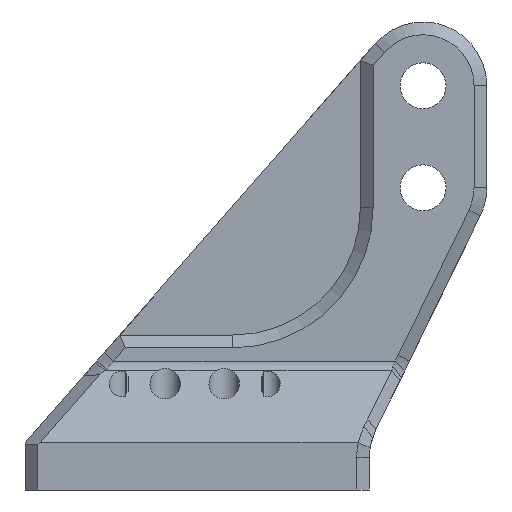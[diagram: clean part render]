
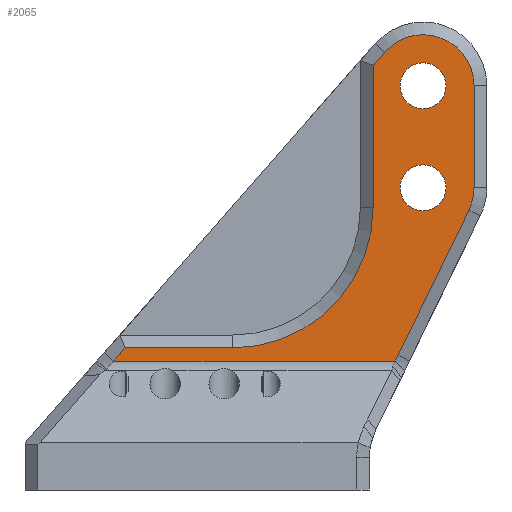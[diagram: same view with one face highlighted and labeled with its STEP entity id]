
A CAD part, left-side view. The second image highlights one B-rep face of the part: STEP entity #2065.
In plain terms, the highlighted planar face has unit normal (-1, 0, 0).
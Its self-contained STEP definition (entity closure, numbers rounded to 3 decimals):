
#30=FACE_BOUND('',#314,.T.);
#31=FACE_BOUND('',#315,.T.);
#47=B_SPLINE_CURVE_WITH_KNOTS('',3,(#3122,#3123,#3124,#3125),
 .UNSPECIFIED.,.F.,.F.,(4,4),(-1.571,-1.153),
 .UNSPECIFIED.);
#108=PLANE('',#2207);
#194=FACE_OUTER_BOUND('',#313,.T.);
#313=EDGE_LOOP('',(#1499,#1500,#1501,#1502,#1503,#1504,#1505,#1506,#1507,
#1508,#1509));
#314=EDGE_LOOP('',(#1510));
#315=EDGE_LOOP('',(#1511));
#438=CIRCLE('',#2208,4.);
#439=CIRCLE('',#2209,4.);
#440=CIRCLE('',#2210,11.);
#441=CIRCLE('',#2211,1.8);
#442=CIRCLE('',#2212,1.8);
#510=LINE('',#3065,#716);
#522=LINE('',#3114,#728);
#525=LINE('',#3120,#731);
#526=LINE('',#3127,#732);
#527=LINE('',#3131,#733);
#528=LINE('',#3135,#734);
#529=LINE('',#3137,#735);
#716=VECTOR('',#2455,10.);
#728=VECTOR('',#2473,10.);
#731=VECTOR('',#2478,10.);
#732=VECTOR('',#2479,10.);
#733=VECTOR('',#2482,10.);
#734=VECTOR('',#2485,10.);
#735=VECTOR('',#2486,10.);
#932=VERTEX_POINT('',#3058);
#935=VERTEX_POINT('',#3063);
#945=VERTEX_POINT('',#3113);
#947=VERTEX_POINT('',#3119);
#948=VERTEX_POINT('',#3121);
#949=VERTEX_POINT('',#3126);
#950=VERTEX_POINT('',#3128);
#951=VERTEX_POINT('',#3130);
#952=VERTEX_POINT('',#3132);
#953=VERTEX_POINT('',#3134);
#954=VERTEX_POINT('',#3136);
#955=VERTEX_POINT('',#3139);
#956=VERTEX_POINT('',#3141);
#1144=EDGE_CURVE('',#935,#932,#510,.T.);
#1158=EDGE_CURVE('',#932,#945,#522,.T.);
#1161=EDGE_CURVE('',#947,#935,#525,.T.);
#1162=EDGE_CURVE('',#948,#947,#47,.T.);
#1163=EDGE_CURVE('',#949,#948,#526,.T.);
#1164=EDGE_CURVE('',#950,#949,#438,.T.);
#1165=EDGE_CURVE('',#951,#950,#527,.T.);
#1166=EDGE_CURVE('',#952,#951,#439,.T.);
#1167=EDGE_CURVE('',#953,#952,#528,.T.);
#1168=EDGE_CURVE('',#954,#953,#529,.T.);
#1169=EDGE_CURVE('',#945,#954,#440,.T.);
#1170=EDGE_CURVE('',#955,#955,#441,.T.);
#1171=EDGE_CURVE('',#956,#956,#442,.T.);
#1499=ORIENTED_EDGE('',*,*,#1144,.F.);
#1500=ORIENTED_EDGE('',*,*,#1161,.F.);
#1501=ORIENTED_EDGE('',*,*,#1162,.F.);
#1502=ORIENTED_EDGE('',*,*,#1163,.F.);
#1503=ORIENTED_EDGE('',*,*,#1164,.F.);
#1504=ORIENTED_EDGE('',*,*,#1165,.F.);
#1505=ORIENTED_EDGE('',*,*,#1166,.F.);
#1506=ORIENTED_EDGE('',*,*,#1167,.F.);
#1507=ORIENTED_EDGE('',*,*,#1168,.F.);
#1508=ORIENTED_EDGE('',*,*,#1169,.F.);
#1509=ORIENTED_EDGE('',*,*,#1158,.F.);
#1510=ORIENTED_EDGE('',*,*,#1170,.T.);
#1511=ORIENTED_EDGE('',*,*,#1171,.T.);
#2065=ADVANCED_FACE('',(#194,#30,#31),#108,.F.);
#2207=AXIS2_PLACEMENT_3D('',#3118,#2476,#2477);
#2208=AXIS2_PLACEMENT_3D('',#3129,#2480,#2481);
#2209=AXIS2_PLACEMENT_3D('',#3133,#2483,#2484);
#2210=AXIS2_PLACEMENT_3D('',#3138,#2487,#2488);
#2211=AXIS2_PLACEMENT_3D('',#3140,#2489,#2490);
#2212=AXIS2_PLACEMENT_3D('',#3142,#2491,#2492);
#2455=DIRECTION('',(0.,-0.659,0.752));
#2473=DIRECTION('',(0.,-1.,0.));
#2476=DIRECTION('center_axis',(1.,0.,0.));
#2477=DIRECTION('ref_axis',(0.,1.,0.));
#2478=DIRECTION('',(0.,1.,0.));
#2479=DIRECTION('',(0.,0.439,-0.899));
#2480=DIRECTION('center_axis',(1.,0.,0.));
#2481=DIRECTION('ref_axis',(0.,-1.,0.));
#2482=DIRECTION('',(0.,0.,-1.));
#2483=DIRECTION('center_axis',(1.,0.,0.));
#2484=DIRECTION('ref_axis',(0.,0.752,0.659));
#2485=DIRECTION('',(0.,-0.659,0.752));
#2486=DIRECTION('',(0.,0.,1.));
#2487=DIRECTION('center_axis',(-1.,0.,0.));
#2488=DIRECTION('ref_axis',(0.,-0.707,-0.707));
#2489=DIRECTION('center_axis',(1.,0.,0.));
#2490=DIRECTION('ref_axis',(0.,1.,0.));
#2491=DIRECTION('center_axis',(1.,0.,0.));
#2492=DIRECTION('ref_axis',(0.,1.,0.));
#3058=CARTESIAN_POINT('',(0.,23.339,-20.552));
#3063=CARTESIAN_POINT('',(0.,24.246,-21.586));
#3065=CARTESIAN_POINT('',(0.,22.425,-19.509));
#3113=CARTESIAN_POINT('',(0.,14.915,-20.552));
#3114=CARTESIAN_POINT('',(0.,9.007,-20.552));
#3118=CARTESIAN_POINT('Origin',(0.,13.1,-11.5));
#3119=CARTESIAN_POINT('',(0.,2.177,-21.586));
#3120=CARTESIAN_POINT('',(0.,14.25,-21.586));
#3121=CARTESIAN_POINT('',(0.,1.967,-21.147));
#3122=CARTESIAN_POINT('Ctrl Pts',(0.,1.967,-21.147));
#3123=CARTESIAN_POINT('Ctrl Pts',(0.,2.035,-21.286));
#3124=CARTESIAN_POINT('Ctrl Pts',(0.,2.104,-21.424));
#3125=CARTESIAN_POINT('Ctrl Pts',(0.,2.177,-21.586));
#3126=CARTESIAN_POINT('',(0.,-3.595,-9.755));
#3127=CARTESIAN_POINT('',(0.,-1.644,-13.75));
#3128=CARTESIAN_POINT('',(0.,-4.,-8.));
#3129=CARTESIAN_POINT('Origin',(0.,0.,-8.));
#3130=CARTESIAN_POINT('',(0.,-4.,0.));
#3131=CARTESIAN_POINT('',(0.,-4.,-5.75));
#3132=CARTESIAN_POINT('',(0.,3.008,2.637));
#3133=CARTESIAN_POINT('Origin',(0.,0.,0.));
#3134=CARTESIAN_POINT('',(0.,3.915,1.602));
#3135=CARTESIAN_POINT('',(0.,22.425,-19.509));
#3136=CARTESIAN_POINT('',(0.,3.915,-9.552));
#3137=CARTESIAN_POINT('',(0.,3.915,-4.761));
#3138=CARTESIAN_POINT('Origin',(0.,14.915,-9.552));
#3139=CARTESIAN_POINT('',(0.,-1.8,0.));
#3140=CARTESIAN_POINT('Origin',(0.,0.,0.));
#3141=CARTESIAN_POINT('',(0.,-1.8,-8.));
#3142=CARTESIAN_POINT('Origin',(0.,0.,-8.));
